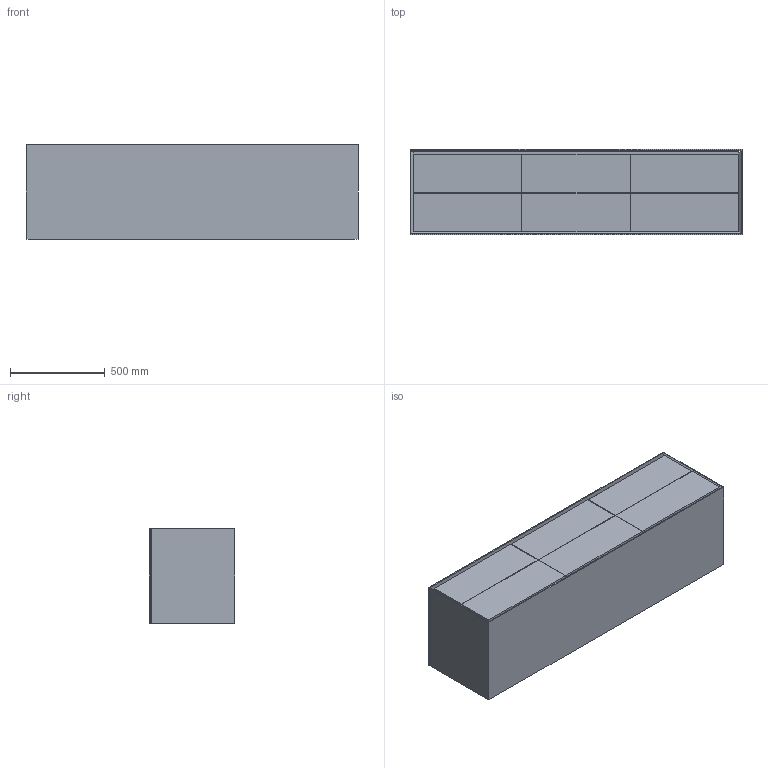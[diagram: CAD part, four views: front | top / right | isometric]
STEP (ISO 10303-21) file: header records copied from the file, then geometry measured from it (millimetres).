
FILE_DESCRIPTION (( 'STEP AP203' ), '1' );
FILE_NAME ('ISSY GLIDE TWIN VU 1750 DB_Rev0.STEP', '2022-04-03T11:38:47', ( '' ), ( '' ), 'SwSTEP 2.0', 'SolidWorks 2020', '' );
FILE_SCHEMA (( 'CONFIG_CONTROL_DESIGN' ));
Length unit declared in the file: millimetre
Products named in the file (1): ISSY GLIDE TWIN VU 1750 DB_Rev0
Bounding box: 1750 x 450 x 500 mm (x, y, z)
Volume: 369083088.5 mm3; surface area: 4116180.7 mm2
Topology: 1 solids, 1 shells, 90 faces, 213 edges, 138 vertices
Faces by surface type: plane 66, cylinder 20, bspline 4
Entity records: 4782 total; most frequent: CARTESIAN_POINT 2634, ORIENTED_EDGE 426, DIRECTION 407, EDGE_CURVE 213, LINE 161, VECTOR 161, VERTEX_POINT 138, AXIS2_PLACEMENT_3D 123
